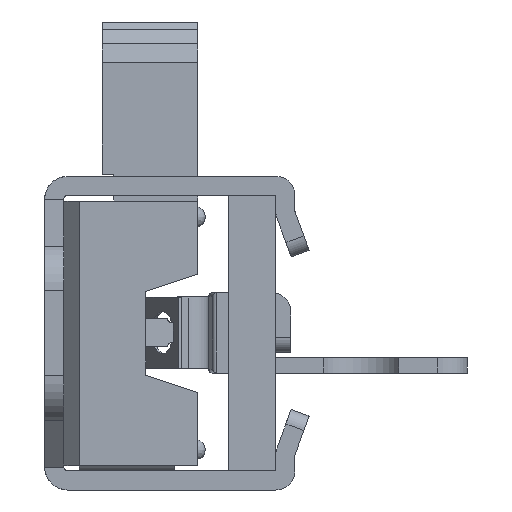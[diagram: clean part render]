
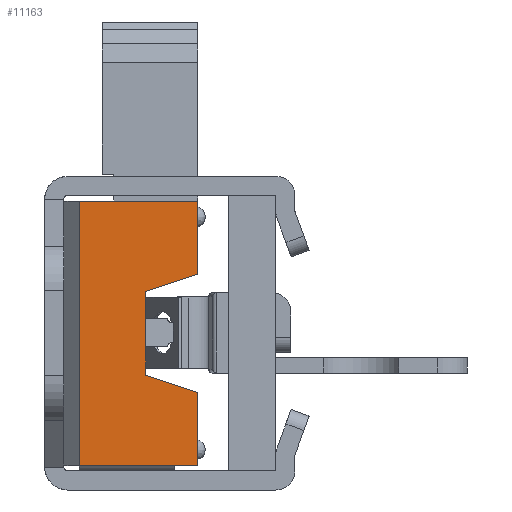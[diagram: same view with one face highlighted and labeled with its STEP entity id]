
A CAD part, left-side view. The second image highlights one B-rep face of the part: STEP entity #11163.
In plain terms, the highlighted planar face has unit normal (-1, 0, 0).
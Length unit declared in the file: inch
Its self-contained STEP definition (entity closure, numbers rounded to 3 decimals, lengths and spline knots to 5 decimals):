
#916=FACE_OUTER_BOUND('',#1488,.T.);
#1488=EDGE_LOOP('',(#9112,#9113,#9114,#9115,#9116,#9117,#9118,#9119));
#2521=LINE('',#17318,#3791);
#2522=LINE('',#17321,#3792);
#2548=LINE('',#17376,#3818);
#2553=LINE('',#17394,#3823);
#2557=LINE('',#17401,#3827);
#2561=LINE('',#17409,#3831);
#2615=LINE('',#17515,#3885);
#2619=LINE('',#17521,#3889);
#3791=VECTOR('',#14136,0.3937);
#3792=VECTOR('',#14139,0.3937);
#3818=VECTOR('',#14183,0.3937);
#3823=VECTOR('',#14204,0.3937);
#3827=VECTOR('',#14210,0.3937);
#3831=VECTOR('',#14218,0.3937);
#3885=VECTOR('',#14310,0.3937);
#3889=VECTOR('',#14316,0.3937);
#4910=VERTEX_POINT('',#17314);
#4911=VERTEX_POINT('',#17316);
#4912=VERTEX_POINT('',#17320);
#4931=VERTEX_POINT('',#17373);
#4932=VERTEX_POINT('',#17375);
#4937=VERTEX_POINT('',#17393);
#4939=VERTEX_POINT('',#17399);
#4941=VERTEX_POINT('',#17408);
#6303=EDGE_CURVE('',#4911,#4910,#2521,.T.);
#6304=EDGE_CURVE('',#4912,#4910,#2522,.T.);
#6331=EDGE_CURVE('',#4932,#4931,#2548,.T.);
#6339=EDGE_CURVE('',#4937,#4932,#2553,.T.);
#6343=EDGE_CURVE('',#4931,#4939,#2557,.T.);
#6347=EDGE_CURVE('',#4937,#4941,#2561,.T.);
#6401=EDGE_CURVE('',#4911,#4941,#2615,.T.);
#6405=EDGE_CURVE('',#4912,#4939,#2619,.T.);
#9112=ORIENTED_EDGE('',*,*,#6303,.F.);
#9113=ORIENTED_EDGE('',*,*,#6401,.T.);
#9114=ORIENTED_EDGE('',*,*,#6347,.F.);
#9115=ORIENTED_EDGE('',*,*,#6339,.T.);
#9116=ORIENTED_EDGE('',*,*,#6331,.T.);
#9117=ORIENTED_EDGE('',*,*,#6343,.T.);
#9118=ORIENTED_EDGE('',*,*,#6405,.F.);
#9119=ORIENTED_EDGE('',*,*,#6304,.T.);
#10181=PLANE('',#11907);
#11163=ADVANCED_FACE('',(#916),#10181,.T.);
#11907=AXIS2_PLACEMENT_3D('',#17522,#14317,#14318);
#14136=DIRECTION('',(0.,0.,1.));
#14139=DIRECTION('',(0.,1.,0.));
#14183=DIRECTION('',(0.,0.,1.));
#14204=DIRECTION('',(0.,0.947,0.32));
#14210=DIRECTION('',(0.,-0.947,0.32));
#14218=DIRECTION('',(0.,0.,-1.));
#14310=DIRECTION('',(0.,-1.,0.));
#14316=DIRECTION('',(0.,0.,-1.));
#14317=DIRECTION('center_axis',(-1.,0.,0.));
#14318=DIRECTION('ref_axis',(0.,0.,
1.));
#17314=CARTESIAN_POINT('',(0.00252,0.15082,0.17274));
#17316=CARTESIAN_POINT('',(0.00252,0.15082,-0.17326));
#17318=CARTESIAN_POINT('',(0.00252,0.15082,-0.00026));
#17320=CARTESIAN_POINT('',(0.00252,-0.00418,0.17274));
#17321=CARTESIAN_POINT('',(0.00252,-0.00418,0.17274));
#17373=CARTESIAN_POINT('',(0.00252,0.06382,0.05424));
#17375=CARTESIAN_POINT('',(0.00252,0.06382,-0.05476));
#17376=CARTESIAN_POINT('',(0.00252,0.06382,0.02699));
#17393=CARTESIAN_POINT('',(0.00252,-0.00418,-0.07776));
#17394=CARTESIAN_POINT('',(0.00252,0.04158,-0.06228));
#17399=CARTESIAN_POINT('',(0.00252,-0.00418,0.07724));
#17401=CARTESIAN_POINT('',(0.00252,0.00758,0.07326));
#17408=CARTESIAN_POINT('',(0.00252,-0.00418,-0.17326));
#17409=CARTESIAN_POINT('',(0.00252,-0.00418,-0.00026));
#17515=CARTESIAN_POINT('',(0.00252,-0.00418,-0.17326));
#17521=CARTESIAN_POINT('',(0.00252,-0.00418,-0.00026));
#17522=CARTESIAN_POINT('Origin',(0.00252,-0.00418,
-0.00026));
